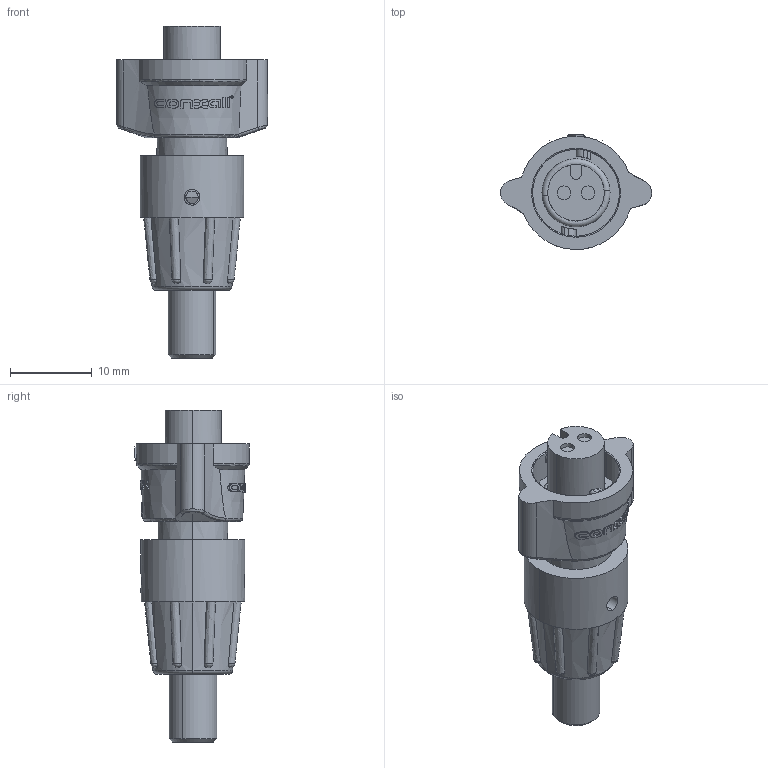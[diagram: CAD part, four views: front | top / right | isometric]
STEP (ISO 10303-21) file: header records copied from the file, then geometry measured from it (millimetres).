
FILE_DESCRIPTION (( 'STEP AP203' ), '1' );
FILE_NAME ('W16280-2SG-P-3XX.STEP', '2020-12-29T20:01:57', ( '' ), ( '' ), 'SwSTEP 2.0', 'SolidWorks 2020', '' );
FILE_SCHEMA (( 'CONFIG_CONTROL_DESIGN' ));
Length unit declared in the file: millimetre
Products named in the file (3): W16280-2SG-P-3XX; 3XX BACKSHELL.step; W16280-2SG-P.step
Assembly tree (2 placements, depth 2):
  W16280-2SG-P-3XX
    W16280-2SG-P.step
    3XX BACKSHELL.step
Bounding box: 18.48 x 14.07 x 40.63 mm (x, y, z)
Volume: 2831 mm3; surface area: 3081.3 mm2
Topology: 4 solids, 4 shells, 276 faces, 730 edges, 493 vertices
Faces by surface type: plane 134, cylinder 76, cone 28, bspline 24, torus 10, sphere 4
Entity records: 21162 total; most frequent: CARTESIAN_POINT 14732, ORIENTED_EDGE 1460, DIRECTION 1037, EDGE_CURVE 730, VERTEX_POINT 493, AXIS2_PLACEMENT_3D 412, EDGE_LOOP 313, ADVANCED_FACE 276
